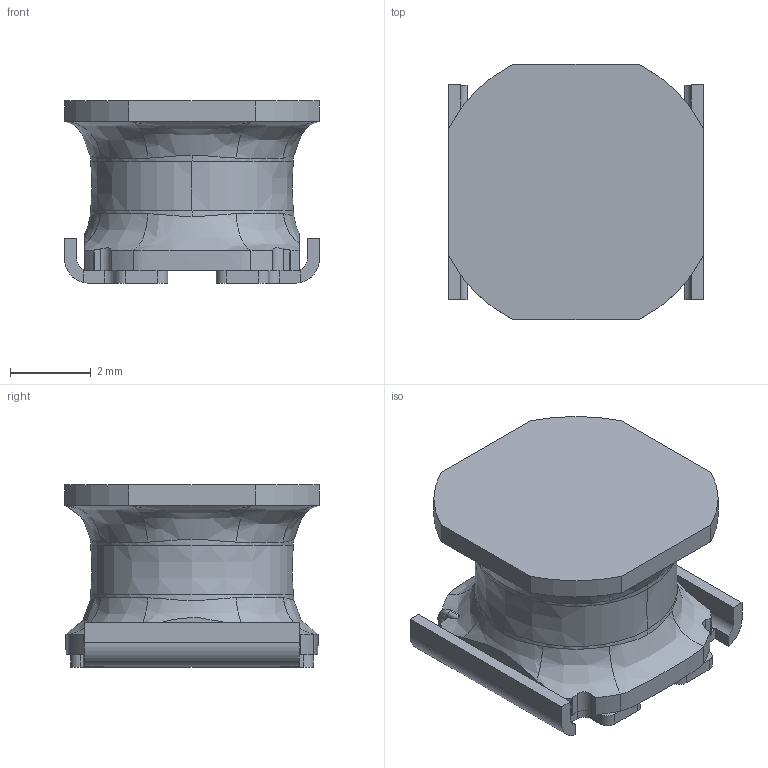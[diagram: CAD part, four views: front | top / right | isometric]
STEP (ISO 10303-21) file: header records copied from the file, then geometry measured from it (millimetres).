
FILE_DESCRIPTION(('FreeCAD Model'),'2;1');
FILE_NAME('User Library-1255AY.step', '2020-12-27T14:47:12',('kicad StepUp'),('ksu MCAD'), 'Open CASCADE STEP processor 7.3','FreeCAD','Unknown');
FILE_SCHEMA(('AUTOMOTIVE_DESIGN { 1 0 10303 214 1 1 1 1 }'));
Length unit declared in the file: millimetre
Products named in the file (1): User_Library-1255AY
Bounding box: 6.3 x 6.3 x 4.5 mm (x, y, z)
Volume: 112.3 mm3; surface area: 189.9 mm2
Topology: 1 solids, 1 shells, 143 faces, 378 edges, 237 vertices
Faces by surface type: plane 68, cylinder 46, bspline 25, cone 4
Entity records: 6808 total; most frequent: CARTESIAN_POINT 2423, ORIENTED_EDGE 756, DIRECTION 651, EDGE_CURVE 378, VERTEX_POINT 237, AXIS2_PLACEMENT_3D 231, LINE 189, VECTOR 189
